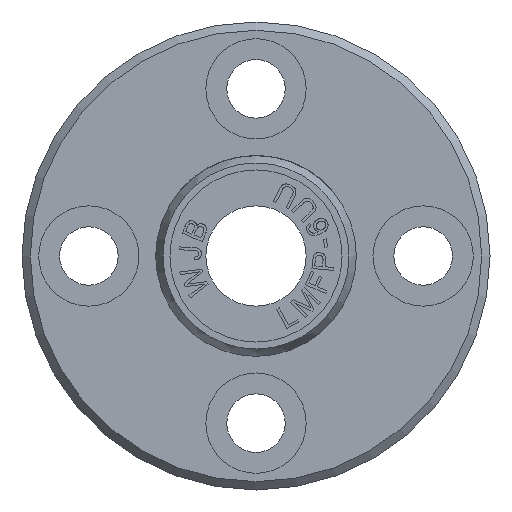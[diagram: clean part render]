
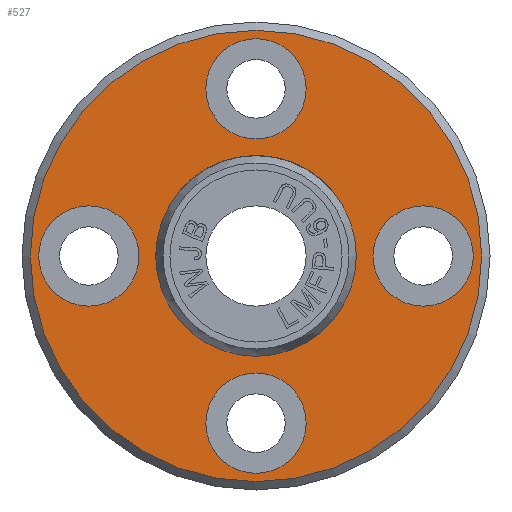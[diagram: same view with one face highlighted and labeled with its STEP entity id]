
A CAD part, left-side view. The second image highlights one B-rep face of the part: STEP entity #527.
In plain terms, the highlighted planar face has unit normal (-1, 0, 0).
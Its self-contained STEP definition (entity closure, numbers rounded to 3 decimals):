
#527=ADVANCED_FACE('',(#1184,#1185,#1186,#1187,#1188,#1189),#859,.T.);
#859=PLANE('',#6242);
#1113=CIRCLE('',#6235,13.5);
#1114=CIRCLE('',#6237,3.);
#1115=CIRCLE('',#6238,3.);
#1116=CIRCLE('',#6239,5.809);
#1117=CIRCLE('',#6240,3.);
#1118=CIRCLE('',#6241,3.);
#1184=FACE_BOUND('',#1306,.T.);
#1185=FACE_BOUND('',#1307,.T.);
#1186=FACE_BOUND('',#1308,.T.);
#1187=FACE_BOUND('',#1309,.T.);
#1188=FACE_BOUND('',#1310,.T.);
#1189=FACE_BOUND('',#1311,.T.);
#1306=EDGE_LOOP('',(#2208));
#1307=EDGE_LOOP('',(#2209));
#1308=EDGE_LOOP('',(#2210));
#1309=EDGE_LOOP('',(#2211));
#1310=EDGE_LOOP('',(#2212));
#1311=EDGE_LOOP('',(#2213));
#2208=ORIENTED_EDGE('',*,*,#4395,.F.);
#2209=ORIENTED_EDGE('',*,*,#4394,.T.);
#2210=ORIENTED_EDGE('',*,*,#4396,.F.);
#2211=ORIENTED_EDGE('',*,*,#4397,.F.);
#2212=ORIENTED_EDGE('',*,*,#4398,.F.);
#2213=ORIENTED_EDGE('',*,*,#4399,.F.);
#3838=VERTEX_POINT('',#9164);
#3839=VERTEX_POINT('',#9167);
#3840=VERTEX_POINT('',#9169);
#3841=VERTEX_POINT('',#9171);
#3842=VERTEX_POINT('',#9173);
#3843=VERTEX_POINT('',#9175);
#4394=EDGE_CURVE('',#3838,#3838,#1113,.T.);
#4395=EDGE_CURVE('',#3839,#3839,#1114,.T.);
#4396=EDGE_CURVE('',#3840,#3840,#1115,.T.);
#4397=EDGE_CURVE('',#3841,#3841,#1116,.T.);
#4398=EDGE_CURVE('',#3842,#3842,#1117,.T.);
#4399=EDGE_CURVE('',#3843,#3843,#1118,.T.);
#6235=AXIS2_PLACEMENT_3D('',#9163,#6718,#6719);
#6237=AXIS2_PLACEMENT_3D('',#9166,#6722,#6723);
#6238=AXIS2_PLACEMENT_3D('',#9168,#6724,#6725);
#6239=AXIS2_PLACEMENT_3D('',#9170,#6726,#6727);
#6240=AXIS2_PLACEMENT_3D('',#9172,#6728,#6729);
#6241=AXIS2_PLACEMENT_3D('',#9174,#6730,#6731);
#6242=AXIS2_PLACEMENT_3D('',#9176,#6732,#6733);
#6718=DIRECTION('',(-1.,0.,0.));
#6719=DIRECTION('',(0.,0.,-1.));
#6722=DIRECTION('',(-1.,0.,0.));
#6723=DIRECTION('',(0.,0.,1.));
#6724=DIRECTION('',(-1.,0.,0.));
#6725=DIRECTION('',(0.,0.,1.));
#6726=DIRECTION('',(-1.,0.,0.));
#6727=DIRECTION('',(0.,0.,1.));
#6728=DIRECTION('',(-1.,0.,0.));
#6729=DIRECTION('',(0.,0.,1.));
#6730=DIRECTION('',(-1.,0.,0.));
#6731=DIRECTION('',(0.,0.,1.));
#6732=DIRECTION('',(-1.,0.,0.));
#6733=DIRECTION('',(0.,0.,-1.));
#9163=CARTESIAN_POINT('',(0.,0.,
0.));
#9164=CARTESIAN_POINT('',(0.,0.,
13.5));
#9166=CARTESIAN_POINT('',(0.,-10.,0.));
#9167=CARTESIAN_POINT('',(0.,-10.,3.));
#9168=CARTESIAN_POINT('',(0.,10.,0.));
#9169=CARTESIAN_POINT('',(0.,10.,3.));
#9170=CARTESIAN_POINT('',(0.,0.,
0.));
#9171=CARTESIAN_POINT('',(0.,0.,
5.809));
#9172=CARTESIAN_POINT('',(0.,0.,
10.));
#9173=CARTESIAN_POINT('',(0.,0.,
13.));
#9174=CARTESIAN_POINT('',(0.,0.,
-10.));
#9175=CARTESIAN_POINT('',(0.,0.,
-7.));
#9176=CARTESIAN_POINT('',(0.,0.,
9.905));
